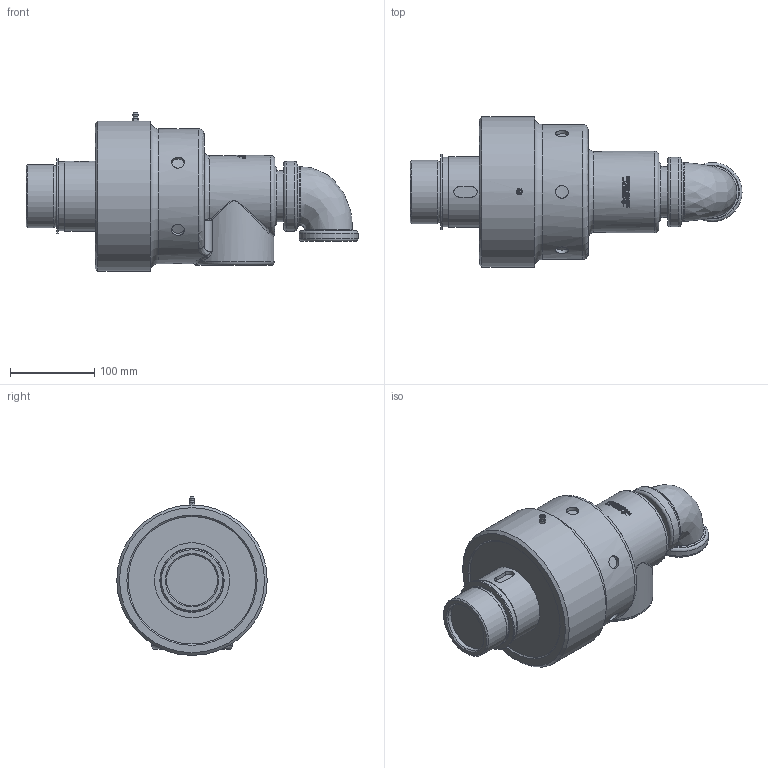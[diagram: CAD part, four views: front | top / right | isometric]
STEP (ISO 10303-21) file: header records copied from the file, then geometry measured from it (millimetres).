
FILE_DESCRIPTION(/* description */ (''),/* implementation_level */ '2;1');
FILE_NAME(/* name */ '755-707-330139-IC.stp',/* time_stamp */ '2020-05-20T11:03:55-05:00',/* author */ ('dyurkovich'),/* organization */ (''),/* preprocessor_version */ 'ST-DEVELOPER v18',/* originating_system */ 'Autodesk Inventor 2020',/* authorisation */ '');
FILE_SCHEMA (('AUTOMOTIVE_DESIGN { 1 0 10303 214 3 1 1 }'));
Length unit declared in the file: millimetre
Products named in the file (1): 755-707-330139-IC
Bounding box: 393.24 x 178.18 x 188.17 mm (x, y, z)
Volume: 4384820.2 mm3; surface area: 211803.1 mm2
Topology: 1 solids, 7 shells, 520 faces, 1360 edges, 901 vertices
Faces by surface type: plane 235, bspline 170, cylinder 82, cone 16, torus 15, sphere 2
Full cylindrical faces by diameter (mm): 3 x1, 4.978 x4, 5.359 x1, 15 x6, 60.3 x1, 60.511 x1, 65.481 x1, 67.3 x1, 69.85 x1, 75.184 x1, 76.2 x1, 82 x1, 82.55 x1, 83.3 x1, 88.9 x1, 159.9 x1, 178.18 x1
Entity records: 22979 total; most frequent: CARTESIAN_POINT 10796, ORIENTED_EDGE 2700, DIRECTION 2156, EDGE_CURVE 1350, VERTEX_POINT 901, AXIS2_PLACEMENT_3D 846, EDGE_LOOP 579, FACE_OUTER_BOUND 520
